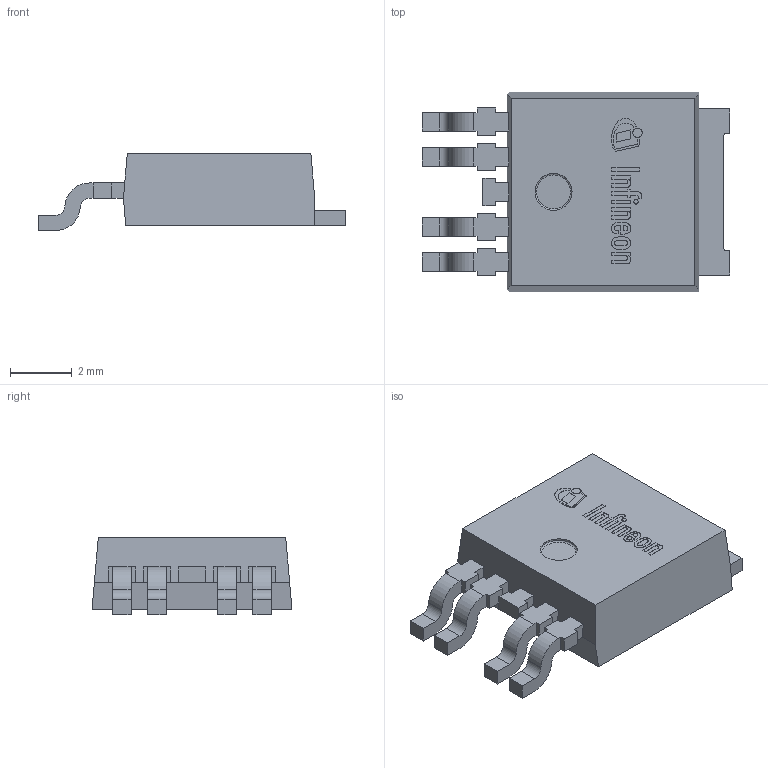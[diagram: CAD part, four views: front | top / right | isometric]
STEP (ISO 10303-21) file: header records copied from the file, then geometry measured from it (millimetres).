
FILE_DESCRIPTION(/* description */ (''),/* implementation_level */ '2;1');
FILE_NAME(/* name */ '1.stp',/* time_stamp */ '2024-07-09T19:32:35+05:30',/* author */ ('sivamani'),/* organization */ (''),/* preprocessor_version */ 'ST-DEVELOPER v19.2',/* originating_system */ 'AutoCAD Mechanical',/* authorisation */ '');
FILE_SCHEMA (('AUTOMOTIVE_DESIGN { 1 0 10303 214 3 1 1 }'));
Length unit declared in the file: millimetre
Products named in the file (1): Product
Bounding box: 9.98 x 6.5 x 2.51 mm (x, y, z)
Volume: 107.1 mm3; surface area: 237.9 mm2
Topology: 19 solids, 19 shells, 238 faces, 596 edges, 397 vertices
Faces by surface type: plane 194, cylinder 25, bspline 18, torus 1
Full cylindrical faces by diameter (mm): 0.149 x1, 0.307 x1, 1.2 x1
Entity records: 7278 total; most frequent: CARTESIAN_POINT 1602, ORIENTED_EDGE 1192, DIRECTION 1054, EDGE_CURVE 596, LINE 508, VECTOR 508, VERTEX_POINT 397, AXIS2_PLACEMENT_3D 273
